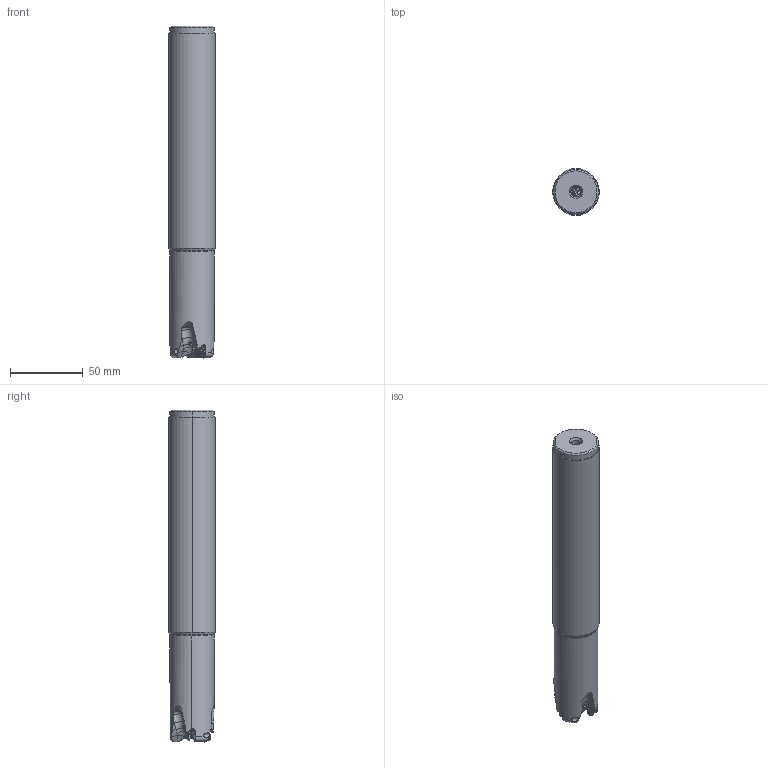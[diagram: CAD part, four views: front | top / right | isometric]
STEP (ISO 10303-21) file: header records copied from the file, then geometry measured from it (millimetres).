
FILE_DESCRIPTION(/* description */ (''),/* implementation_level */ '2;1');
FILE_NAME(/* name */ 'WWX200UR2003SA20L.stp',/* time_stamp */ '2022-11-25T16:42:52+09:00',/* author */ (''),/* organization */ (''),/* preprocessor_version */ 'ST-DEVELOPER v16',/* originating_system */ 'SIEMENS PLM Software NX 10.0',/* authorisation */ '');
FILE_SCHEMA (('AUTOMOTIVE_DESIGN { 1 0 10303 214 3 1 1 1 }'));
Length unit declared in the file: millimetre
Products named in the file (1): WWX200UR2003SA20L_ASM
Bounding box: 31.75 x 31.75 x 227.41 mm (x, y, z)
Volume: 160841.8 mm3; surface area: 29148.1 mm2
Topology: 4 solids, 4 shells, 381 faces, 1103 edges, 707 vertices
Faces by surface type: cylinder 136, plane 90, sphere 48, bspline 45, cone 27, extrusion 18, torus 17
Entity records: 23293 total; most frequent: CARTESIAN_POINT 13899, ORIENTED_EDGE 2138, DIRECTION 1705, EDGE_CURVE 1069, AXIS2_PLACEMENT_3D 721, VERTEX_POINT 701, B_SPLINE_CURVE_WITH_KNOTS 459, EDGE_LOOP 398
